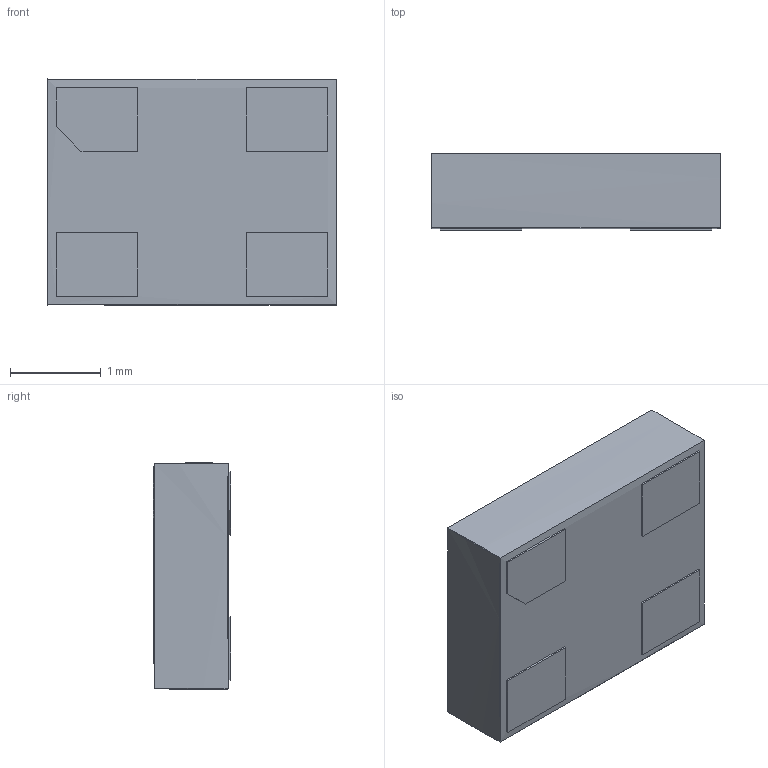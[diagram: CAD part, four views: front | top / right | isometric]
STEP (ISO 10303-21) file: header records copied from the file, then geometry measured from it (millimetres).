
FILE_DESCRIPTION (( 'STEP AP214' ), '1' );
FILE_NAME ('User Library-4L CDFN 3.2x2.5.STEP', '2018-07-15T14:18:12', ( '' ), ( '' ), 'SwSTEP 2.0', 'SolidWorks 2018', '' );
FILE_SCHEMA (( 'AUTOMOTIVE_DESIGN' ));
Length unit declared in the file: millimetre
Products named in the file (2): User Library-4L CDFN 3.2x2.5_4L_CDFN_3.2x2.006; User Library-4L CDFN 3.2x2.5
Assembly tree (1 placements, depth 2):
  User Library-4L CDFN 3.2x2.5
    User Library-4L CDFN 3.2x2.5_4L_CDFN_3.2x2.006
Bounding box: 3.2 x 0.85 x 2.5 mm (x, y, z)
Volume: 6.7 mm3; surface area: 25.7 mm2
Topology: 1 solids, 1 shells, 44 faces, 91 edges, 48 vertices
Faces by surface type: plane 28, cylinder 14, torus 2
Entity records: 1388 total; most frequent: DIRECTION 189, CARTESIAN_POINT 181, ORIENTED_EDGE 170, EDGE_CURVE 85, VECTOR 77, LINE 77, AXIS2_PLACEMENT_3D 56, EDGE_LOOP 49
